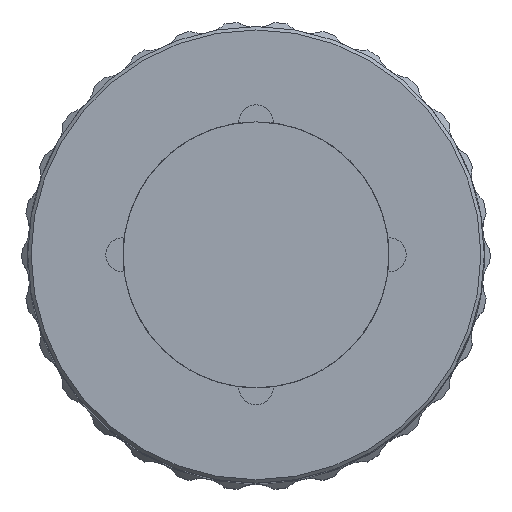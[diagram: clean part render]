
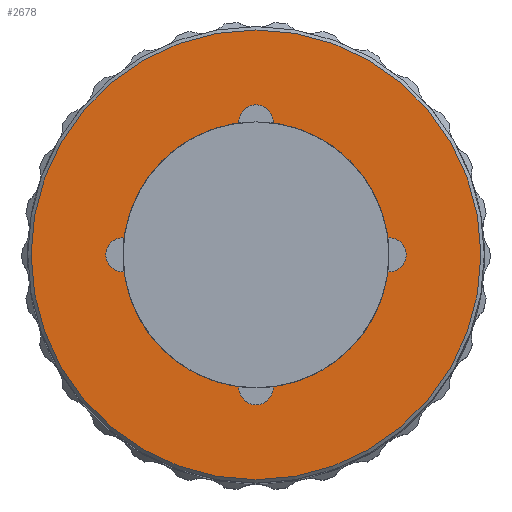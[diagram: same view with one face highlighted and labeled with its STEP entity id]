
A CAD part, top view. The second image highlights one B-rep face of the part: STEP entity #2678.
In plain terms, the highlighted planar face has unit normal (0, 0, 1).
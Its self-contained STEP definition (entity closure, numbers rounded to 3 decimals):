
#7 = DIRECTION ( 'NONE',  ( 0., 0., -1. ) ) ;
#121 = PLANE ( 'NONE',  #10981 ) ;
#293 = CIRCLE ( 'NONE', #19599, 11.65 ) ;
#425 = AXIS2_PLACEMENT_3D ( 'NONE', #25948, #31253, #10365 ) ;
#971 = CARTESIAN_POINT ( 'NONE',  ( 11.553, 1.497, 0. ) ) ;
#1101 = EDGE_CURVE ( 'NONE', #13710, #28337, #293, .T. ) ;
#1612 = EDGE_CURVE ( 'NONE', #18215, #13581, #17602, .T. ) ;
#1680 = AXIS2_PLACEMENT_3D ( 'NONE', #32008, #18838, #16240 ) ;
#2495 = AXIS2_PLACEMENT_3D ( 'NONE', #2994, #8188, #24104 ) ;
#2678 = ADVANCED_FACE ( 'NONE', ( #7558, #26257 ), #121, .T. ) ;
#2994 = CARTESIAN_POINT ( 'NONE',  ( 0., -11.65, 0. ) ) ;
#3052 = DIRECTION ( 'NONE',  ( 1., 0., 0. ) ) ;
#3111 = CARTESIAN_POINT ( 'NONE',  ( -11.553, -1.497, 0. ) ) ;
#3587 = DIRECTION ( 'NONE',  ( 0., -1., 0. ) ) ;
#3894 = AXIS2_PLACEMENT_3D ( 'NONE', #8785, #9308, #3587 ) ;
#4934 = DIRECTION ( 'NONE',  ( 0., 1., 0. ) ) ;
#5273 = CARTESIAN_POINT ( 'NONE',  ( -11.65, 0., 0. ) ) ;
#5452 = ORIENTED_EDGE ( 'NONE', *, *, #20892, .T. ) ;
#6100 = CARTESIAN_POINT ( 'NONE',  ( 11.553, -1.497, 0. ) ) ;
#6247 = EDGE_CURVE ( 'NONE', #13581, #13299, #18848, .T. ) ;
#6984 = CIRCLE ( 'NONE', #11946, 19.7 ) ;
#7096 = AXIS2_PLACEMENT_3D ( 'NONE', #5273, #23256, #4934 ) ;
#7244 = ORIENTED_EDGE ( 'NONE', *, *, #15562, .T. ) ;
#7438 = CARTESIAN_POINT ( 'NONE',  ( 0., 0., 0. ) ) ;
#7558 = FACE_BOUND ( 'NONE', #29846, .T. ) ;
#7783 = DIRECTION ( 'NONE',  ( 1., 0., 0. ) ) ;
#8188 = DIRECTION ( 'NONE',  ( 0., 0., -1. ) ) ;
#8572 = DIRECTION ( 'NONE',  ( 0., 0., 1. ) ) ;
#8785 = CARTESIAN_POINT ( 'NONE',  ( 11.65, 0., 0. ) ) ;
#9308 = DIRECTION ( 'NONE',  ( 0., 0., -1. ) ) ;
#10365 = DIRECTION ( 'NONE',  ( 1., 0., 0. ) ) ;
#10504 = EDGE_CURVE ( 'NONE', #28337, #27771, #11105, .T. ) ;
#10741 = EDGE_CURVE ( 'NONE', #13299, #13710, #23268, .T. ) ;
#10981 = AXIS2_PLACEMENT_3D ( 'NONE', #27079, #8572, #32132 ) ;
#11105 = CIRCLE ( 'NONE', #3894, 1.5 ) ;
#11222 = ORIENTED_EDGE ( 'NONE', *, *, #10741, .T. ) ;
#11946 = AXIS2_PLACEMENT_3D ( 'NONE', #21418, #34057, #33887 ) ;
#12331 = ORIENTED_EDGE ( 'NONE', *, *, #1612, .T. ) ;
#13117 = CIRCLE ( 'NONE', #32460, 11.65 ) ;
#13299 = VERTEX_POINT ( 'NONE', #14066 ) ;
#13449 = CARTESIAN_POINT ( 'NONE',  ( 0., 11.65, 0. ) ) ;
#13581 = VERTEX_POINT ( 'NONE', #22451 ) ;
#13710 = VERTEX_POINT ( 'NONE', #15007 ) ;
#13863 = ORIENTED_EDGE ( 'NONE', *, *, #23008, .T. ) ;
#14066 = CARTESIAN_POINT ( 'NONE',  ( -1.497, 11.553, 0. ) ) ;
#15007 = CARTESIAN_POINT ( 'NONE',  ( 1.497, 11.553, 0. ) ) ;
#15065 = EDGE_LOOP ( 'NONE', ( #31280 ) ) ;
#15562 = EDGE_CURVE ( 'NONE', #18657, #32528, #32879, .T. ) ;
#16240 = DIRECTION ( 'NONE',  ( 1., 0., 0. ) ) ;
#17479 = CIRCLE ( 'NONE', #425, 11.65 ) ;
#17602 = CIRCLE ( 'NONE', #7096, 1.5 ) ;
#18215 = VERTEX_POINT ( 'NONE', #3111 ) ;
#18620 = EDGE_CURVE ( 'NONE', #24495, #24495, #6984, .T. ) ;
#18657 = VERTEX_POINT ( 'NONE', #29388 ) ;
#18838 = DIRECTION ( 'NONE',  ( 0., 0., -1. ) ) ;
#18848 = CIRCLE ( 'NONE', #1680, 11.65 ) ;
#19198 = ORIENTED_EDGE ( 'NONE', *, *, #1101, .T. ) ;
#19599 = AXIS2_PLACEMENT_3D ( 'NONE', #31347, #20414, #7783 ) ;
#19661 = CARTESIAN_POINT ( 'NONE',  ( -1.497, -11.553, 0. ) ) ;
#20297 = ORIENTED_EDGE ( 'NONE', *, *, #6247, .T. ) ;
#20414 = DIRECTION ( 'NONE',  ( 0., 0., -1. ) ) ;
#20892 = EDGE_CURVE ( 'NONE', #27771, #18657, #17479, .T. ) ;
#21115 = DIRECTION ( 'NONE',  ( 1., 0., 0. ) ) ;
#21403 = DIRECTION ( 'NONE',  ( 0., 0., -1. ) ) ;
#21418 = CARTESIAN_POINT ( 'NONE',  ( 0., 0., 0. ) ) ;
#22451 = CARTESIAN_POINT ( 'NONE',  ( -11.553, 1.497, 0. ) ) ;
#23008 = EDGE_CURVE ( 'NONE', #32528, #18215, #13117, .T. ) ;
#23256 = DIRECTION ( 'NONE',  ( 0., 0., -1. ) ) ;
#23268 = CIRCLE ( 'NONE', #31033, 1.5 ) ;
#24104 = DIRECTION ( 'NONE',  ( -1., 0., 0. ) ) ;
#24495 = VERTEX_POINT ( 'NONE', #26932 ) ;
#25948 = CARTESIAN_POINT ( 'NONE',  ( 0., 0., 0. ) ) ;
#26257 = FACE_OUTER_BOUND ( 'NONE', #15065, .T. ) ;
#26932 = CARTESIAN_POINT ( 'NONE',  ( 0., -19.7, 0. ) ) ;
#27079 = CARTESIAN_POINT ( 'NONE',  ( 0., 20., 0. ) ) ;
#27317 = ORIENTED_EDGE ( 'NONE', *, *, #10504, .T. ) ;
#27771 = VERTEX_POINT ( 'NONE', #6100 ) ;
#28337 = VERTEX_POINT ( 'NONE', #971 ) ;
#29388 = CARTESIAN_POINT ( 'NONE',  ( 1.497, -11.553, 0. ) ) ;
#29846 = EDGE_LOOP ( 'NONE', ( #12331, #20297, #11222, #19198, #27317, #5452, #7244, #13863 ) ) ;
#31033 = AXIS2_PLACEMENT_3D ( 'NONE', #13449, #21403, #3052 ) ;
#31253 = DIRECTION ( 'NONE',  ( 0., 0., -1. ) ) ;
#31280 = ORIENTED_EDGE ( 'NONE', *, *, #18620, .F. ) ;
#31347 = CARTESIAN_POINT ( 'NONE',  ( 0., 0., 0. ) ) ;
#32008 = CARTESIAN_POINT ( 'NONE',  ( 0., 0., 0. ) ) ;
#32132 = DIRECTION ( 'NONE',  ( 1., 0., 0. ) ) ;
#32460 = AXIS2_PLACEMENT_3D ( 'NONE', #7438, #7, #21115 ) ;
#32528 = VERTEX_POINT ( 'NONE', #19661 ) ;
#32879 = CIRCLE ( 'NONE', #2495, 1.5 ) ;
#33887 = DIRECTION ( 'NONE',  ( 0., -1., 0. ) ) ;
#34057 = DIRECTION ( 'NONE',  ( 0., 0., -1. ) ) ;
